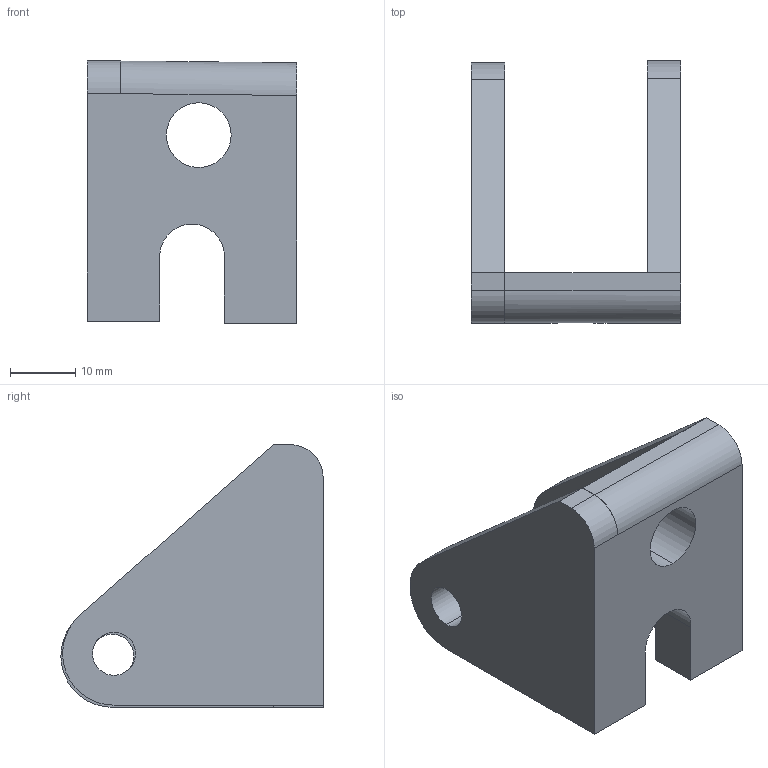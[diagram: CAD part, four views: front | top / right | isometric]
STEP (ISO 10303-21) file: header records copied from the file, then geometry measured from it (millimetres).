
FILE_DESCRIPTION (( 'STEP AP203' ), '1' );
FILE_NAME ('linear_actuator_bracket.STEP', '2022-02-24T16:04:39', ( '' ), ( '' ), 'SwSTEP 2.0', 'SolidWorks 2018', '' );
FILE_SCHEMA (( 'CONFIG_CONTROL_DESIGN' ));
Length unit declared in the file: millimetre
Products named in the file (1): linear_actuator_bracket
Bounding box: 31.99 x 40.14 x 40.21 mm (x, y, z)
Volume: 15853.9 mm3; surface area: 7348.8 mm2
Topology: 1 solids, 1 shells, 26 faces, 71 edges, 47 vertices
Faces by surface type: plane 14, cylinder 12
Entity records: 918 total; most frequent: CARTESIAN_POINT 151, DIRECTION 145, ORIENTED_EDGE 142, EDGE_CURVE 71, AXIS2_PLACEMENT_3D 49, VERTEX_POINT 47, VECTOR 47, LINE 47
